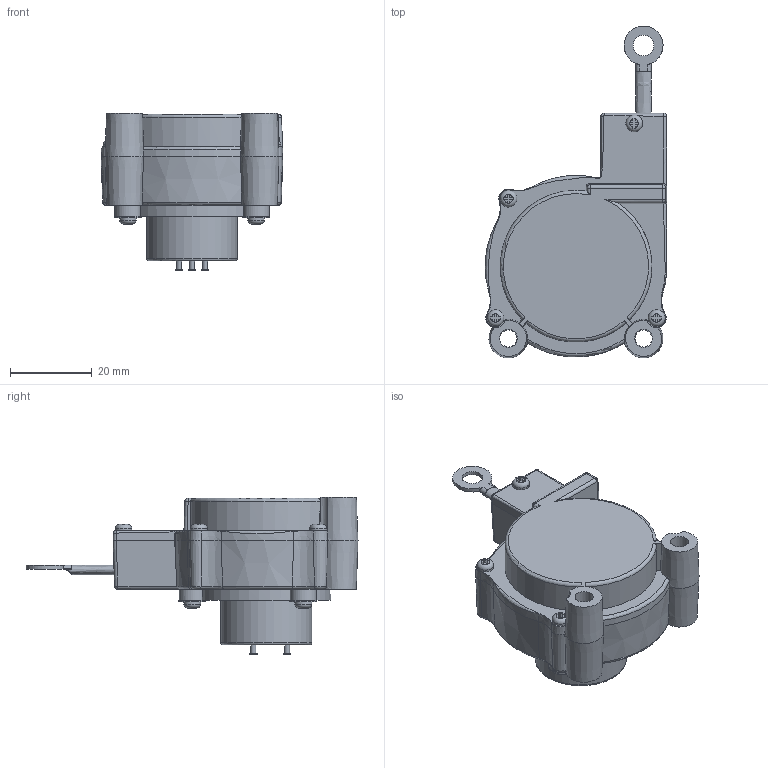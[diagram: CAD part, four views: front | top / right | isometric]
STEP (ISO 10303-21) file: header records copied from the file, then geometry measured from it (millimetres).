
FILE_DESCRIPTION((''),'2;1');
FILE_NAME('LX-PA-3.8.stp','2014-02-25T14:04:49',('jason'),(''),'Autodesk Inventor 2011','Autodesk Inventor 2011','');
FILE_SCHEMA(('AUTOMOTIVE_DESIGN { 1 0 10303 214 1 1 1 1 }'));
Length unit declared in the file: inch
Products named in the file (1): LX-PA-3
Bounding box: 44.44 x 81.15 x 38.51 mm (x, y, z)
Volume: 45015.4 mm3; surface area: 10634.2 mm2
Topology: 1 solids, 1 shells, 406 faces, 1060 edges, 675 vertices
Faces by surface type: plane 223, bspline 70, cylinder 54, cone 28, torus 26, sphere 5
Full cylindrical faces by diameter (mm): 1.245 x3, 1.854 x3, 2.54 x3, 4.089 x7, 4.216 x2, 4.385 x2, 5.08 x1, 6.604 x3, 19.05 x1, 22.225 x1
Entity records: 20377 total; most frequent: CARTESIAN_POINT 11140, ORIENTED_EDGE 2008, DIRECTION 1675, EDGE_CURVE 1004, VERTEX_POINT 662, AXIS2_PLACEMENT_3D 583, VECTOR 509, LINE 509
